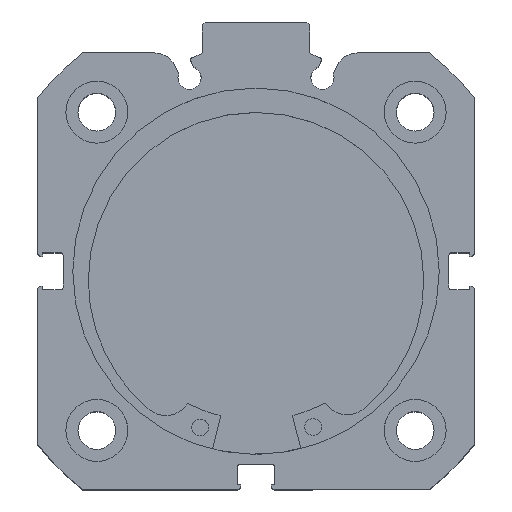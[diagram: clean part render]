
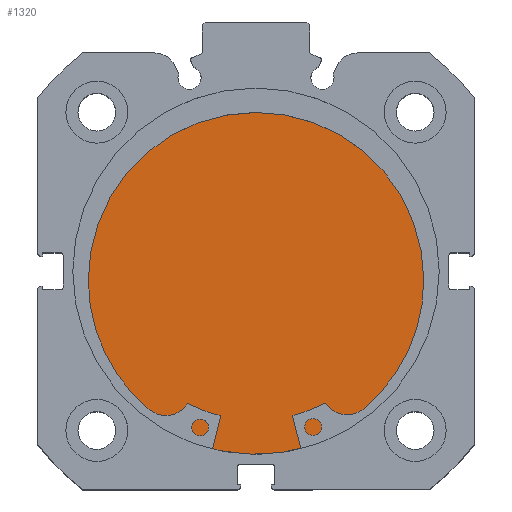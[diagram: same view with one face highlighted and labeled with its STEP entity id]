
A CAD part, top view. The second image highlights one B-rep face of the part: STEP entity #1320.
In plain terms, the highlighted face is planar.
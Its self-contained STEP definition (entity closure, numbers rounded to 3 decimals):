
#231 = DIRECTION ( 'NONE',  ( -1., 0., 0. ) ) ;
#240 = DIRECTION ( 'NONE',  ( 0., 0., 1. ) ) ;
#570 = CARTESIAN_POINT ( 'NONE',  ( 9.5, 32.5, 0. ) ) ;
#620 = PLANE ( 'NONE',  #6427 ) ;
#999 = CARTESIAN_POINT ( 'NONE',  ( 9.5, 0., 32.5 ) ) ;
#1014 = VERTEX_POINT ( 'NONE', #999 ) ;
#1024 = VERTEX_POINT ( 'NONE', #1035 ) ;
#1035 = CARTESIAN_POINT ( 'NONE',  ( 9.5, 0., -32.5 ) ) ;
#1320 = ADVANCED_FACE ( 'NONE', ( #3873 ), #620, .F. ) ;
#3873 = FACE_OUTER_BOUND ( 'NONE', #5041, .T. ) ;
#4610 = CIRCLE ( 'NONE', #6469, 32.5 ) ;
#4637 = CIRCLE ( 'NONE', #6453, 32.5 ) ;
#5041 = EDGE_LOOP ( 'NONE', ( #5192, #5246 ) ) ;
#5192 = ORIENTED_EDGE ( 'NONE', *, *, #6839, .F. ) ;
#5246 = ORIENTED_EDGE ( 'NONE', *, *, #6855, .F. ) ;
#5373 = CARTESIAN_POINT ( 'NONE',  ( 9.5, 0., 0. ) ) ;
#5383 = DIRECTION ( 'NONE',  ( -1., 0., 0. ) ) ;
#5384 = DIRECTION ( 'NONE',  ( 0., 0., 1. ) ) ;
#5403 = CARTESIAN_POINT ( 'NONE',  ( 9.5, 0., 0. ) ) ;
#5422 = DIRECTION ( 'NONE',  ( -1., 0., 0. ) ) ;
#5423 = DIRECTION ( 'NONE',  ( 0., 0., 1. ) ) ;
#6427 = AXIS2_PLACEMENT_3D ( 'NONE', #570, #231, #240 ) ;
#6453 = AXIS2_PLACEMENT_3D ( 'NONE', #5403, #5422, #5423 ) ;
#6469 = AXIS2_PLACEMENT_3D ( 'NONE', #5373, #5383, #5384 ) ;
#6839 = EDGE_CURVE ( 'NONE', #1014, #1024, #4610, .T. ) ;
#6855 = EDGE_CURVE ( 'NONE', #1024, #1014, #4637, .T. ) ;
